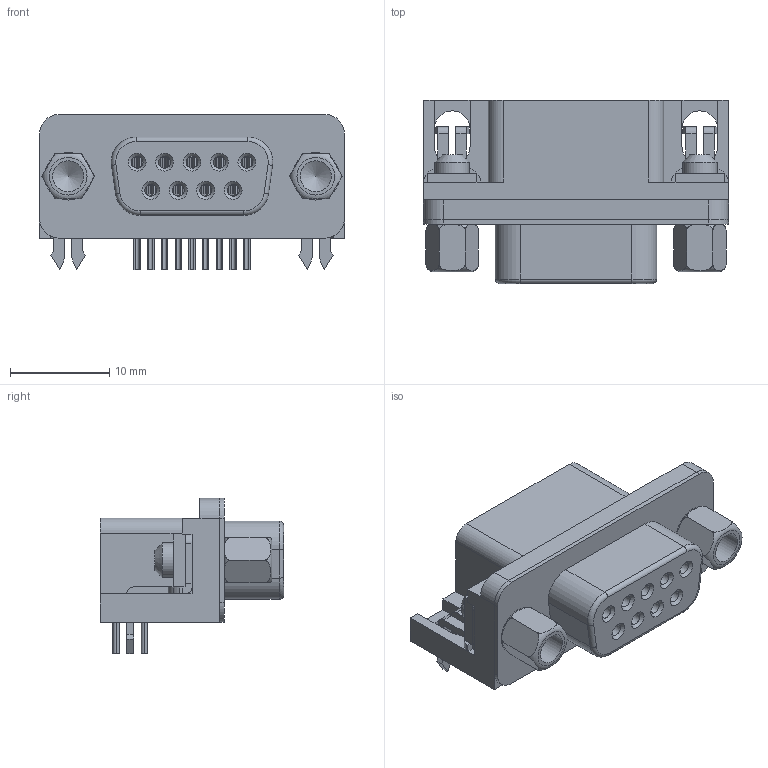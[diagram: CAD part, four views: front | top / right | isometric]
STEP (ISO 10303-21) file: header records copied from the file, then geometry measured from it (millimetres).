
FILE_DESCRIPTION( ( 'Unknown' ), '1' );
FILE_NAME( '618009231121.stp', 'Unknown', ( 'Unknown' ), ( 'Unknown' ), 'PSStep 18.0.17', 'Unknown', ' ' );
FILE_SCHEMA( ( 'AUTOMOTIVE_DESIGN { 1 0 10303 214 1 1 1 1 }' ) );
Length unit declared in the file: millimetre
Products named in the file (9): Assem1; 6180092xxx21; 6180092xx221_ARRIERE; 6180xx2xxx21_CLIP; 6180xx231221_SERRAGE; 6180xx2xx221_VISSE; 6180xx2xxx21_PIN _LONGUE; 6180xx2xxx21_PIN _COURTE
Assembly tree (18 placements, depth 2):
  Assem1
    6180092xxx21
    6180092xx221_ARRIERE
    6180092xxx21
    6180xx2xxx21_CLIP  x2
    6180xx231221_SERRAGE  x2
    6180xx2xx221_VISSE  x2
    6180xx2xxx21_PIN _LONGUE  x5
    6180xx2xxx21_PIN _COURTE  x4
Bounding box: 30.8 x 18.5 x 15.68 mm (x, y, z)
Volume: 3561.2 mm3; surface area: 6804.5 mm2
Topology: 18 solids, 18 shells, 1328 faces, 3524 edges, 2242 vertices
Faces by surface type: plane 874, cylinder 333, bspline 72, torus 30, cone 19
Full cylindrical faces by diameter (mm): 1.2 x9, 3.121 x4, 3.5 x2, 4 x8
Entity records: 23656 total; most frequent: CARTESIAN_POINT 4795, ORIENTED_EDGE 2948, DIRECTION 2788, EDGE_CURVE 1474, LINE 1148, VECTOR 1148, VERTEX_POINT 959, AXIS2_PLACEMENT_3D 820
